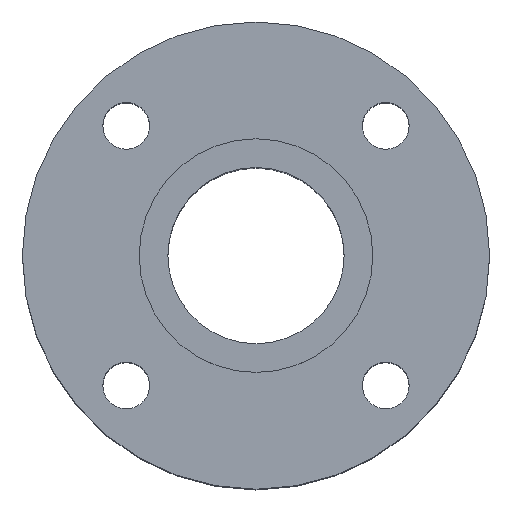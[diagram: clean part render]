
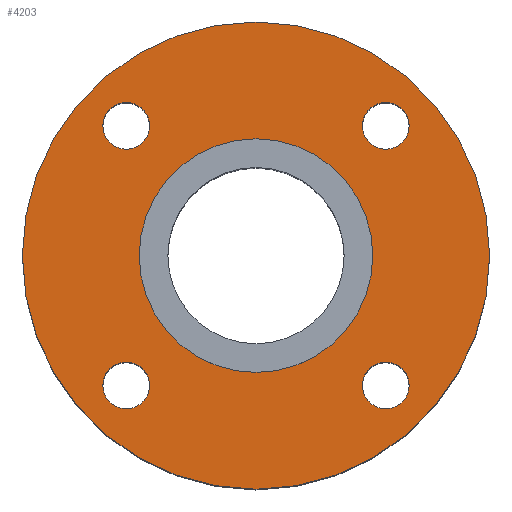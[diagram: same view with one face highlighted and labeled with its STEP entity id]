
A CAD part, top view. The second image highlights one B-rep face of the part: STEP entity #4203.
In plain terms, the highlighted planar face has unit normal (0, 0, 1).
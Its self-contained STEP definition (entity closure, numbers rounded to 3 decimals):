
#70 = EDGE_CURVE ( 'NONE', #20210, #16914, #21780, .T. ) ;
#203 = CARTESIAN_POINT ( 'NONE',  ( 38.891, 38.891, -0.6 ) ) ;
#418 = DIRECTION ( 'NONE',  ( -1., 0., 0. ) ) ;
#1104 = CARTESIAN_POINT ( 'NONE',  ( -38.891, -38.891, -0.6 ) ) ;
#1261 = AXIS2_PLACEMENT_3D ( 'NONE', #1680, #28069, #2150 ) ;
#1656 = FACE_BOUND ( 'NONE', #3994, .T. ) ;
#1680 = CARTESIAN_POINT ( 'NONE',  ( 38.891, -38.891, -0.6 ) ) ;
#1918 = ORIENTED_EDGE ( 'NONE', *, *, #18247, .F. ) ;
#2150 = DIRECTION ( 'NONE',  ( 0., -1., 0. ) ) ;
#2268 = CIRCLE ( 'NONE', #28340, 70. ) ;
#2474 = ORIENTED_EDGE ( 'NONE', *, *, #10559, .F. ) ;
#2757 = CARTESIAN_POINT ( 'NONE',  ( -31.891, 38.891, -0.6 ) ) ;
#3247 = CARTESIAN_POINT ( 'NONE',  ( -70., 0., -0.6 ) ) ;
#3336 = AXIS2_PLACEMENT_3D ( 'NONE', #4040, #11433, #23356 ) ;
#3618 = DIRECTION ( 'NONE',  ( -1., 0., 0. ) ) ;
#3994 = EDGE_LOOP ( 'NONE', ( #23338, #15369 ) ) ;
#4040 = CARTESIAN_POINT ( 'NONE',  ( 0., 0., -0.6 ) ) ;
#4078 = VERTEX_POINT ( 'NONE', #20204 ) ;
#4203 = ADVANCED_FACE ( 'NONE', ( #13449, #18640, #21144, #1656, #20992, #30560 ), #23656, .F. ) ;
#4730 = DIRECTION ( 'NONE',  ( 1., 0., 0. ) ) ;
#5389 = CIRCLE ( 'NONE', #10905, 7. ) ;
#5453 = CARTESIAN_POINT ( 'NONE',  ( -38.891, -38.891, -0.6 ) ) ;
#5495 = CARTESIAN_POINT ( 'NONE',  ( -38.891, 38.891, -0.6 ) ) ;
#5560 = DIRECTION ( 'NONE',  ( 0., 0., 1. ) ) ;
#5613 = ORIENTED_EDGE ( 'NONE', *, *, #16044, .F. ) ;
#6947 = ORIENTED_EDGE ( 'NONE', *, *, #8150, .F. ) ;
#7492 = DIRECTION ( 'NONE',  ( 0., 0., 1. ) ) ;
#7679 = ORIENTED_EDGE ( 'NONE', *, *, #9306, .T. ) ;
#7824 = DIRECTION ( 'NONE',  ( 0., -1., 0. ) ) ;
#7911 = CARTESIAN_POINT ( 'NONE',  ( 35., 0., -0.6 ) ) ;
#8003 = DIRECTION ( 'NONE',  ( 0., 1., 0. ) ) ;
#8150 = EDGE_CURVE ( 'NONE', #20360, #4078, #24347, .T. ) ;
#8426 = ORIENTED_EDGE ( 'NONE', *, *, #23733, .F. ) ;
#8472 = DIRECTION ( 'NONE',  ( 0., 0., 1. ) ) ;
#8741 = DIRECTION ( 'NONE',  ( 0., 0., -1. ) ) ;
#9302 = CIRCLE ( 'NONE', #29343, 35. ) ;
#9306 = EDGE_CURVE ( 'NONE', #29131, #15084, #22372, .T. ) ;
#9760 = CARTESIAN_POINT ( 'NONE',  ( 0., 0., -0.6 ) ) ;
#9856 = AXIS2_PLACEMENT_3D ( 'NONE', #9760, #24199, #4730 ) ;
#9982 = EDGE_LOOP ( 'NONE', ( #2474, #24290 ) ) ;
#10545 = DIRECTION ( 'NONE',  ( 1., 0., 0. ) ) ;
#10559 = EDGE_CURVE ( 'NONE', #30092, #29398, #30904, .T. ) ;
#10574 = CIRCLE ( 'NONE', #11582, 7. ) ;
#10598 = VERTEX_POINT ( 'NONE', #2757 ) ;
#10810 = CARTESIAN_POINT ( 'NONE',  ( 31.891, -38.891, -0.6 ) ) ;
#10905 = AXIS2_PLACEMENT_3D ( 'NONE', #5453, #7492, #418 ) ;
#10963 = ORIENTED_EDGE ( 'NONE', *, *, #19991, .T. ) ;
#11220 = CARTESIAN_POINT ( 'NONE',  ( 31.891, 38.891, -0.6 ) ) ;
#11433 = DIRECTION ( 'NONE',  ( 0., 0., 1. ) ) ;
#11582 = AXIS2_PLACEMENT_3D ( 'NONE', #14077, #23653, #13600 ) ;
#12595 = EDGE_CURVE ( 'NONE', #16914, #20210, #5389, .T. ) ;
#12839 = VERTEX_POINT ( 'NONE', #14220 ) ;
#13449 = FACE_BOUND ( 'NONE', #22081, .T. ) ;
#13600 = DIRECTION ( 'NONE',  ( 0., 1., 0. ) ) ;
#13840 = CARTESIAN_POINT ( 'NONE',  ( 38.891, 38.891, -0.6 ) ) ;
#14077 = CARTESIAN_POINT ( 'NONE',  ( -38.891, 38.891, -0.6 ) ) ;
#14220 = CARTESIAN_POINT ( 'NONE',  ( -45.891, 38.891, -0.6 ) ) ;
#14636 = ORIENTED_EDGE ( 'NONE', *, *, #12595, .F. ) ;
#14663 = DIRECTION ( 'NONE',  ( 0., 0., 1. ) ) ;
#14879 = CIRCLE ( 'NONE', #26393, 7. ) ;
#15084 = VERTEX_POINT ( 'NONE', #19862 ) ;
#15140 = DIRECTION ( 'NONE',  ( 1., 0., 0. ) ) ;
#15230 = AXIS2_PLACEMENT_3D ( 'NONE', #5495, #8472, #8003 ) ;
#15369 = ORIENTED_EDGE ( 'NONE', *, *, #25992, .F. ) ;
#15558 = VERTEX_POINT ( 'NONE', #23719 ) ;
#16044 = EDGE_CURVE ( 'NONE', #10598, #12839, #10574, .T. ) ;
#16284 = CARTESIAN_POINT ( 'NONE',  ( 0., 35., -0.6 ) ) ;
#16518 = DIRECTION ( 'NONE',  ( 0., 0., 1. ) ) ;
#16914 = VERTEX_POINT ( 'NONE', #17468 ) ;
#17265 = AXIS2_PLACEMENT_3D ( 'NONE', #1104, #25618, #3618 ) ;
#17468 = CARTESIAN_POINT ( 'NONE',  ( -45.891, -38.891, -0.6 ) ) ;
#18247 = EDGE_CURVE ( 'NONE', #12839, #10598, #23771, .T. ) ;
#18640 = FACE_BOUND ( 'NONE', #25660, .T. ) ;
#19228 = DIRECTION ( 'NONE',  ( 1., 0., 0. ) ) ;
#19453 = CIRCLE ( 'NONE', #22377, 7. ) ;
#19826 = EDGE_CURVE ( 'NONE', #29398, #30092, #9302, .T. ) ;
#19862 = CARTESIAN_POINT ( 'NONE',  ( 70., 0., -0.6 ) ) ;
#19991 = EDGE_CURVE ( 'NONE', #15084, #29131, #2268, .T. ) ;
#20204 = CARTESIAN_POINT ( 'NONE',  ( 45.891, -38.891, -0.6 ) ) ;
#20210 = VERTEX_POINT ( 'NONE', #21354 ) ;
#20261 = DIRECTION ( 'NONE',  ( 0., 0., 1. ) ) ;
#20360 = VERTEX_POINT ( 'NONE', #10810 ) ;
#20546 = EDGE_LOOP ( 'NONE', ( #5613, #1918 ) ) ;
#20992 = FACE_BOUND ( 'NONE', #9982, .T. ) ;
#21144 = FACE_BOUND ( 'NONE', #20546, .T. ) ;
#21354 = CARTESIAN_POINT ( 'NONE',  ( -31.891, -38.891, -0.6 ) ) ;
#21780 = CIRCLE ( 'NONE', #17265, 7. ) ;
#22081 = EDGE_LOOP ( 'NONE', ( #8426, #6947 ) ) ;
#22372 = CIRCLE ( 'NONE', #9856, 70. ) ;
#22377 = AXIS2_PLACEMENT_3D ( 'NONE', #13840, #16518, #23424 ) ;
#23028 = DIRECTION ( 'NONE',  ( -1., 0., 0. ) ) ;
#23338 = ORIENTED_EDGE ( 'NONE', *, *, #28544, .F. ) ;
#23356 = DIRECTION ( 'NONE',  ( 1., 0., 0. ) ) ;
#23424 = DIRECTION ( 'NONE',  ( 1., 0., 0. ) ) ;
#23653 = DIRECTION ( 'NONE',  ( 0., 0., 1. ) ) ;
#23656 = PLANE ( 'NONE',  #24303 ) ;
#23719 = CARTESIAN_POINT ( 'NONE',  ( 45.891, 38.891, -0.6 ) ) ;
#23733 = EDGE_CURVE ( 'NONE', #4078, #20360, #14879, .T. ) ;
#23771 = CIRCLE ( 'NONE', #15230, 7. ) ;
#24199 = DIRECTION ( 'NONE',  ( 0., 0., 1. ) ) ;
#24290 = ORIENTED_EDGE ( 'NONE', *, *, #19826, .F. ) ;
#24303 = AXIS2_PLACEMENT_3D ( 'NONE', #16284, #8741, #23028 ) ;
#24347 = CIRCLE ( 'NONE', #1261, 7. ) ;
#24526 = CARTESIAN_POINT ( 'NONE',  ( 0., 0., -0.6 ) ) ;
#24627 = DIRECTION ( 'NONE',  ( 0., 0., 1. ) ) ;
#25618 = DIRECTION ( 'NONE',  ( 0., 0., 1. ) ) ;
#25660 = EDGE_LOOP ( 'NONE', ( #30074, #14636 ) ) ;
#25992 = EDGE_CURVE ( 'NONE', #26547, #15558, #26444, .T. ) ;
#26393 = AXIS2_PLACEMENT_3D ( 'NONE', #29175, #24627, #7824 ) ;
#26444 = CIRCLE ( 'NONE', #30937, 7. ) ;
#26547 = VERTEX_POINT ( 'NONE', #11220 ) ;
#27067 = CARTESIAN_POINT ( 'NONE',  ( 0., 0., -0.6 ) ) ;
#28069 = DIRECTION ( 'NONE',  ( 0., 0., 1. ) ) ;
#28340 = AXIS2_PLACEMENT_3D ( 'NONE', #24526, #20261, #10545 ) ;
#28544 = EDGE_CURVE ( 'NONE', #15558, #26547, #19453, .T. ) ;
#29131 = VERTEX_POINT ( 'NONE', #3247 ) ;
#29175 = CARTESIAN_POINT ( 'NONE',  ( 38.891, -38.891, -0.6 ) ) ;
#29343 = AXIS2_PLACEMENT_3D ( 'NONE', #27067, #5560, #15140 ) ;
#29398 = VERTEX_POINT ( 'NONE', #29705 ) ;
#29705 = CARTESIAN_POINT ( 'NONE',  ( -35., 0., -0.6 ) ) ;
#30074 = ORIENTED_EDGE ( 'NONE', *, *, #70, .F. ) ;
#30092 = VERTEX_POINT ( 'NONE', #7911 ) ;
#30157 = EDGE_LOOP ( 'NONE', ( #10963, #7679 ) ) ;
#30560 = FACE_OUTER_BOUND ( 'NONE', #30157, .T. ) ;
#30904 = CIRCLE ( 'NONE', #3336, 35. ) ;
#30937 = AXIS2_PLACEMENT_3D ( 'NONE', #203, #14663, #19228 ) ;
